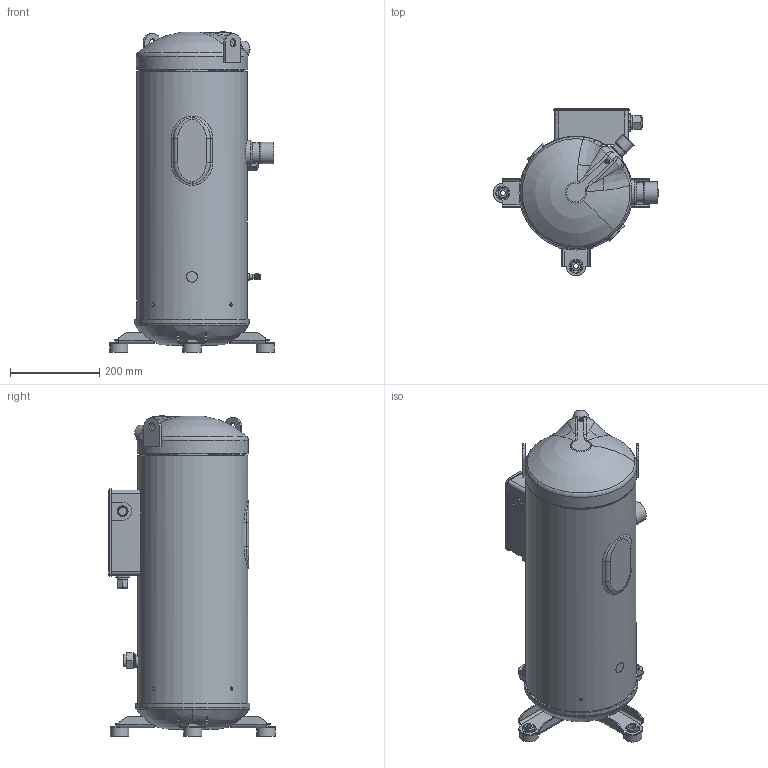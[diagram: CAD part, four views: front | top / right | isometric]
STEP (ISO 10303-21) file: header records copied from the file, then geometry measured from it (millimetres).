
FILE_DESCRIPTION(('TFLEX Exchange Step'),'2;1');
FILE_NAME('RCM155-215_B7 3D.stp', '2025-08-27T10:53:11+03:00',('RUCO3026'),('Unknown organisation'),'TFLEX Exchange 2024.6','T-FLEX CAD','Unknown authorisation');
FILE_SCHEMA( ('AUTOMOTIVE_DESIGN { 1 0 10303 214 1 1 1 1 }') );
Length unit declared in the file: millimetre
Products named in the file (1): 801-0006-02EN_ASM
Bounding box: 369.1 x 372.75 x 717.89 mm (x, y, z)
Volume: 3755002.4 mm3; surface area: 1766788.6 mm2
Topology: 32 solids, 37 shells, 3266 faces, 8882 edges, 5902 vertices
Faces by surface type: plane 1668, cylinder 755, bspline 454, torus 177, cone 142, sphere 42, extrusion 28
Full cylindrical faces by diameter (mm): 1 x1, 1.5 x1, 1.715 x2, 2.14 x2, 3 x5, 3.175 x6, 3.18 x4, 3.3 x8, 3.5 x2, 3.58 x2, 3.6 x4, 3.731 x1, 3.85 x4, 4 x7, 4.5 x1, 4.7 x3, 5 x7, 5.5 x4, 6 x4, 6.5 x4, 6.78 x2, 6.985 x3, 7 x8, 7.8 x1, 8 x4, 8.014 x3, 8.7 x1, 9.5 x1, 10 x6, 10.5 x2
Entity records: 145366 total; most frequent: CARTESIAN_POINT 64718, ORIENTED_EDGE 17724, DIRECTION 15484, EDGE_CURVE 8862, VERTEX_POINT 5902, AXIS2_PLACEMENT_3D 5374, VECTOR 4736, LINE 4708
